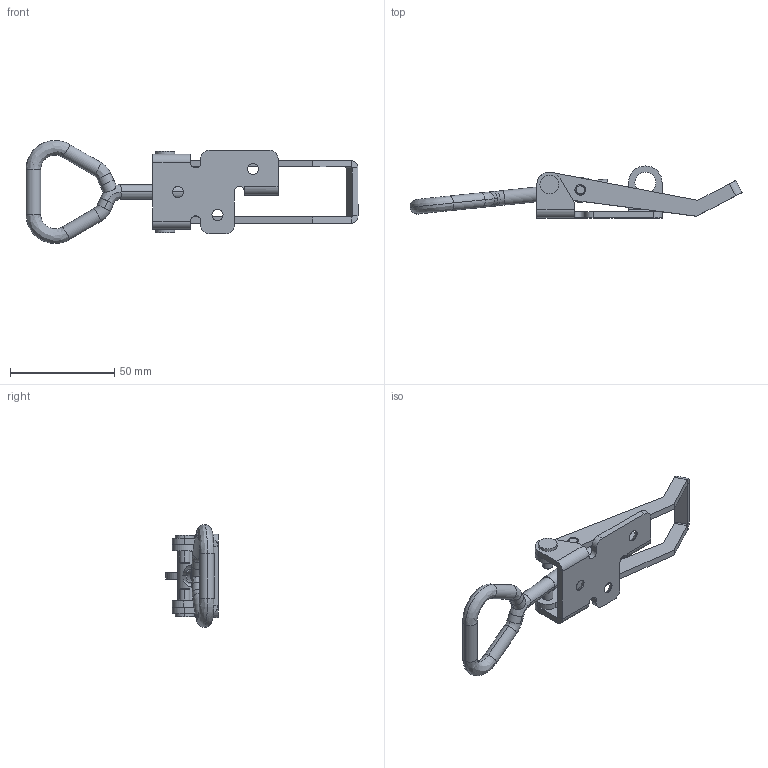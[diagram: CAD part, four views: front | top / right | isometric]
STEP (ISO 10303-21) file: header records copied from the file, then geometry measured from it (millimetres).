
FILE_DESCRIPTION (( 'STEP AP214' ), '1' );
FILE_NAME ('54272 - 703 LC Stainless Friction screw.STEP', '2017-01-30T15:53:00', ( '' ), ( '' ), 'SwSTEP 2.0', 'SolidWorks 2015', '' );
FILE_SCHEMA (( 'AUTOMOTIVE_DESIGN' ));
Length unit declared in the file: millimetre
Products named in the file (7): 54272 - 703 LC Stainless Friction screw; 703 - Skruvögla; Friction ring Stainless; 703 - Rulle RF friction; 704 - Rivet Gradin; 703 RF - Bygel; 703 - Platta LC RF
Assembly tree (7 placements, depth 2):
  54272 - 703 LC Stainless Friction screw
    703 - Platta LC RF
    703 RF - Bygel
    704 - Rivet Gradin  x2
    703 - Rulle RF friction
    Friction ring Stainless
    703 - Skruvögla
Bounding box: 159.16 x 25 x 49.37 mm (x, y, z)
Volume: 22935.7 mm3; surface area: 17772.8 mm2
Topology: 7 solids, 7 shells, 182 faces, 414 edges, 253 vertices
Faces by surface type: cylinder 79, plane 69, cone 16, bspline 16, torus 2
Entity records: 5561 total; most frequent: CARTESIAN_POINT 1319, DIRECTION 889, ORIENTED_EDGE 784, EDGE_CURVE 392, AXIS2_PLACEMENT_3D 349, VERTEX_POINT 239, EDGE_LOOP 201, VECTOR 191
